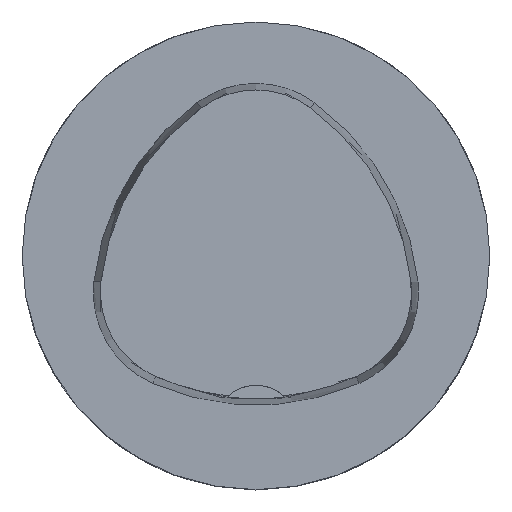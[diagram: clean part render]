
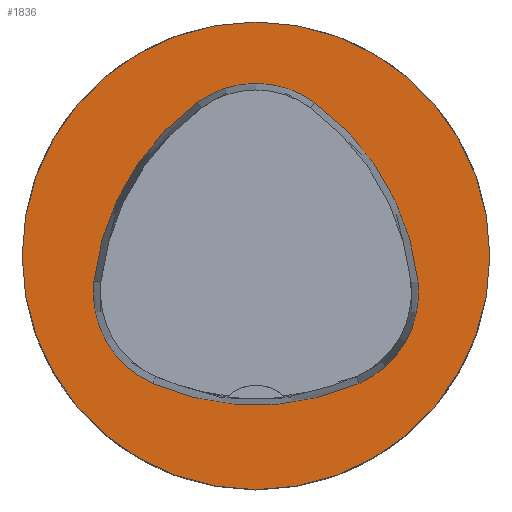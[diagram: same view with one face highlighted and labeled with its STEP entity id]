
A CAD part, top view. The second image highlights one B-rep face of the part: STEP entity #1836.
In plain terms, the highlighted planar face has unit normal (0, 0, 1).
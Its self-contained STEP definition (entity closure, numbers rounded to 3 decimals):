
#1836=ADVANCED_FACE('',(#2260,#2261),#2132,.T.);
#2132=PLANE('',#6218);
#2260=FACE_BOUND('',#2491,.T.);
#2261=FACE_BOUND('',#2492,.T.);
#2491=EDGE_LOOP('',(#3644,#3645,#3646,#3647,#3648,#3649));
#2492=EDGE_LOOP('',(#3650));
#3644=ORIENTED_EDGE('',*,*,#5647,.T.);
#3645=ORIENTED_EDGE('',*,*,#5627,.T.);
#3646=ORIENTED_EDGE('',*,*,#5631,.T.);
#3647=ORIENTED_EDGE('',*,*,#5634,.T.);
#3648=ORIENTED_EDGE('',*,*,#5637,.T.);
#3649=ORIENTED_EDGE('',*,*,#5645,.T.);
#3650=ORIENTED_EDGE('',*,*,#5618,.F.);
#4828=VERTEX_POINT('',#9776);
#4837=VERTEX_POINT('',#9795);
#4838=VERTEX_POINT('',#9796);
#4841=VERTEX_POINT('',#9804);
#4843=VERTEX_POINT('',#9810);
#4845=VERTEX_POINT('',#9816);
#4852=VERTEX_POINT('',#9837);
#5618=EDGE_CURVE('',#4828,#4828,#5847,.T.);
#5627=EDGE_CURVE('',#4837,#4838,#5848,.T.);
#5631=EDGE_CURVE('',#4838,#4841,#5850,.T.);
#5634=EDGE_CURVE('',#4841,#4843,#5852,.T.);
#5637=EDGE_CURVE('',#4843,#4845,#5854,.T.);
#5645=EDGE_CURVE('',#4845,#4852,#5858,.T.);
#5647=EDGE_CURVE('',#4852,#4837,#5860,.T.);
#5847=CIRCLE('',#6190,40.);
#5848=CIRCLE('',#6196,44.);
#5850=CIRCLE('',#6199,17.);
#5852=CIRCLE('',#6202,44.);
#5854=CIRCLE('',#6205,17.);
#5858=CIRCLE('',#6210,44.);
#5860=CIRCLE('',#6213,17.);
#6190=AXIS2_PLACEMENT_3D('',#9775,#7366,#7367);
#6196=AXIS2_PLACEMENT_3D('',#9794,#7382,#7383);
#6199=AXIS2_PLACEMENT_3D('',#9803,#7390,#7391);
#6202=AXIS2_PLACEMENT_3D('',#9809,#7397,#7398);
#6205=AXIS2_PLACEMENT_3D('',#9815,#7404,#7405);
#6210=AXIS2_PLACEMENT_3D('',#9838,#7416,#7417);
#6213=AXIS2_PLACEMENT_3D('',#9841,#7422,#7423);
#6218=AXIS2_PLACEMENT_3D('',#9846,#7432,#7433);
#7366=DIRECTION('',(0.,0.,-1.));
#7367=DIRECTION('',(-1.,0.,0.));
#7382=DIRECTION('',(0.,0.,-1.));
#7383=DIRECTION('',(-1.,0.,0.));
#7390=DIRECTION('',(0.,0.,-1.));
#7391=DIRECTION('',(-1.,0.,0.));
#7397=DIRECTION('',(0.,0.,-1.));
#7398=DIRECTION('',(-1.,0.,0.));
#7404=DIRECTION('',(0.,0.,-1.));
#7405=DIRECTION('',(-1.,0.,0.));
#7416=DIRECTION('',(0.,0.,-1.));
#7417=DIRECTION('',(-1.,0.,0.));
#7422=DIRECTION('',(0.,0.,-1.));
#7423=DIRECTION('',(-1.,0.,0.));
#7432=DIRECTION('',(0.,0.,1.));
#7433=DIRECTION('',(1.,0.,0.));
#9775=CARTESIAN_POINT('',(0.,0.,0.));
#9776=CARTESIAN_POINT('',(-40.,0.,0.));
#9794=CARTESIAN_POINT('',(16.01,-9.224,0.));
#9795=CARTESIAN_POINT('',(-27.722,-4.378,0.));
#9796=CARTESIAN_POINT('',(-10.119,26.178,0.));
#9803=CARTESIAN_POINT('',(-0.023,12.5,0.));
#9804=CARTESIAN_POINT('',(10.049,26.194,0.));
#9809=CARTESIAN_POINT('',(-16.021,-9.25,0.));
#9810=CARTESIAN_POINT('',(27.71,-4.394,0.));
#9815=CARTESIAN_POINT('',(10.814,-6.27,0.));
#9816=CARTESIAN_POINT('',(17.611,-21.852,0.));
#9837=CARTESIAN_POINT('',(-17.652,-21.819,0.));
#9838=CARTESIAN_POINT('',(0.017,18.477,0.));
#9841=CARTESIAN_POINT('',(-10.825,-6.25,0.));
#9846=CARTESIAN_POINT('',(0.,0.,0.));
